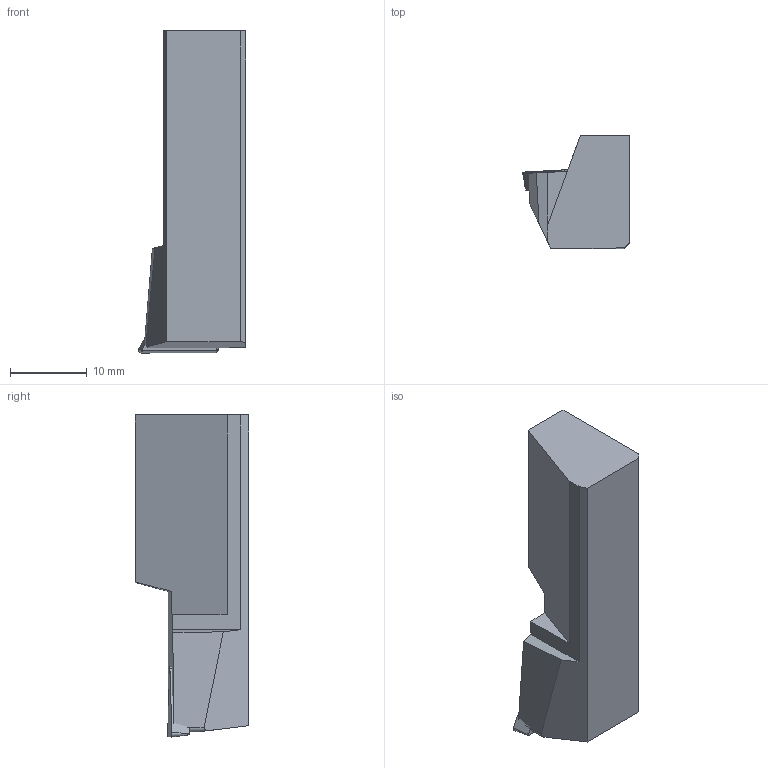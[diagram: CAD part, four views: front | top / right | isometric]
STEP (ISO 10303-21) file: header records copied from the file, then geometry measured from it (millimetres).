
FILE_DESCRIPTION(/* description */ ('3-D model version:1'),/* implementation_level */ '2;1');
FILE_NAME(/* name */ 'STFCR10CA-11-B1',/* time_stamp */ '2016-01-22T18:31:03+01:00',/* author */ ('InteractiveCad'),/* organization */ ('AB Sandvik Coromant'),/* preprocessor_version */ 'ST-DEVELOPER v15',/* originating_system */ 'SIEMENS PLM Software NX 8.5',/* authorisation */ '');
FILE_SCHEMA (('AP203_CONFIGURATION_CONTROLLED_3D_DESIGN_OF_MECHANICAL_PARTS_AND_ASSEMBLIES_MIM_LF { 1 0 10303 403 2 1 2}'));
Length unit declared in the file: millimetre
Products named in the file (1): STFCR10CA_11_B1_SIM
Bounding box: 13.96 x 14.75 x 42 mm (x, y, z)
Volume: 5230.3 mm3; surface area: 2294.8 mm2
Topology: 2 solids, 2 shells, 27 faces, 69 edges, 46 vertices
Faces by surface type: plane 20, cone 3, extrusion 3, cylinder 1
Entity records: 924 total; most frequent: CARTESIAN_POINT 143, DIRECTION 140, ORIENTED_EDGE 138, EDGE_CURVE 69, VECTOR 60, LINE 57, VERTEX_POINT 46, AXIS2_PLACEMENT_3D 40
